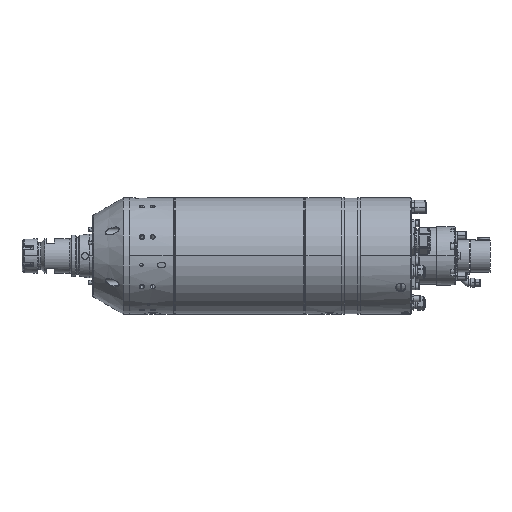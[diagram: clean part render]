
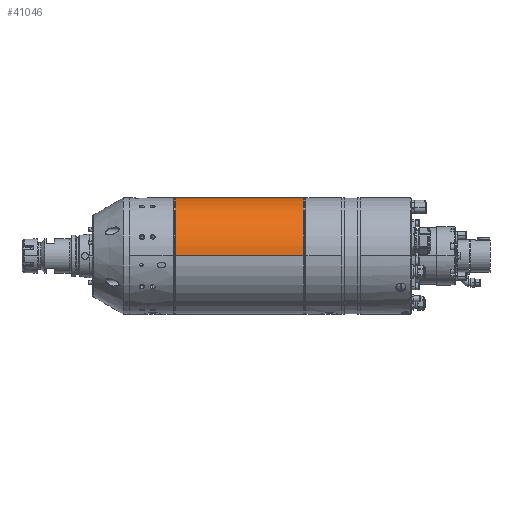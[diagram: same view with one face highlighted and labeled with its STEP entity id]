
A CAD part, top view. The second image highlights one B-rep face of the part: STEP entity #41046.
In plain terms, the highlighted cylindrical face has radius 85 mm (diameter 170 mm), a partial arc.
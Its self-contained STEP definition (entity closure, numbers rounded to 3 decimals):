
#40806 = EDGE_CURVE ( 'NONE', #41033, #40970, #48052, .T. ) ;
#40812 = EDGE_CURVE ( 'NONE', #41036, #40960, #48307, .T. ) ;
#40817 = ORIENTED_EDGE ( 'NONE', *, *, #40812, .F. ) ;
#40825 = EDGE_CURVE ( 'NONE', #41033, #41036, #47962, .T. ) ;
#40958 = ORIENTED_EDGE ( 'NONE', *, *, #40825, .F. ) ;
#40960 = VERTEX_POINT ( 'NONE', #48231 ) ;
#40965 = EDGE_CURVE ( 'NONE', #40970, #40960, #48123, .T. ) ;
#40969 = EDGE_LOOP ( 'NONE', ( #40958, #41052, #41050, #40817 ) ) ;
#40970 = VERTEX_POINT ( 'NONE', #47670 ) ;
#41033 = VERTEX_POINT ( 'NONE', #48369 ) ;
#41036 = VERTEX_POINT ( 'NONE', #48388 ) ;
#41046 = ADVANCED_FACE ( 'NONE', ( #48362 ), #48389, .T. ) ;
#41050 = ORIENTED_EDGE ( 'NONE', *, *, #40965, .T. ) ;
#41052 = ORIENTED_EDGE ( 'NONE', *, *, #40806, .T. ) ;
#47670 = CARTESIAN_POINT ( 'NONE',  ( 312.8, 0., 85. ) ) ;
#47962 = CIRCLE ( 'NONE', #48006, 85. ) ;
#47968 = CARTESIAN_POINT ( 'NONE',  ( 124.8, 0., 0. ) ) ;
#47976 = DIRECTION ( 'NONE',  ( 1., 0., 0. ) ) ;
#47977 = VECTOR ( 'NONE', #47976, 1000. ) ;
#48004 = CARTESIAN_POINT ( 'NONE',  ( 368., 0., -85. ) ) ;
#48006 = AXIS2_PLACEMENT_3D ( 'NONE', #47968, #48012, #48011 ) ;
#48011 = DIRECTION ( 'NONE',  ( 0., 0., 1. ) ) ;
#48012 = DIRECTION ( 'NONE',  ( -1., 0., 0. ) ) ;
#48021 = CARTESIAN_POINT ( 'NONE',  ( 368., 0., 85. ) ) ;
#48052 = LINE ( 'NONE', #48021, #48308 ) ;
#48060 = DIRECTION ( 'NONE',  ( 1., 0., 0. ) ) ;
#48119 = DIRECTION ( 'NONE',  ( 0., 0., 1. ) ) ;
#48120 = DIRECTION ( 'NONE',  ( -1., 0., 0. ) ) ;
#48122 = AXIS2_PLACEMENT_3D ( 'NONE', #48137, #48120, #48119 ) ;
#48123 = CIRCLE ( 'NONE', #48122, 85. ) ;
#48137 = CARTESIAN_POINT ( 'NONE',  ( 312.8, 0., 0. ) ) ;
#48231 = CARTESIAN_POINT ( 'NONE',  ( 312.8, 0., -85. ) ) ;
#48307 = LINE ( 'NONE', #48004, #47977 ) ;
#48308 = VECTOR ( 'NONE', #48060, 1000. ) ;
#48362 = FACE_OUTER_BOUND ( 'NONE', #40969, .T. ) ;
#48369 = CARTESIAN_POINT ( 'NONE',  ( 124.8, 0., 85. ) ) ;
#48380 = AXIS2_PLACEMENT_3D ( 'NONE', #48382, #48459, #48458 ) ;
#48382 = CARTESIAN_POINT ( 'NONE',  ( 368., 0., 0. ) ) ;
#48388 = CARTESIAN_POINT ( 'NONE',  ( 124.8, 0., -85. ) ) ;
#48389 = CYLINDRICAL_SURFACE ( 'NONE', #48380, 85. ) ;
#48458 = DIRECTION ( 'NONE',  ( 0., 0., -1. ) ) ;
#48459 = DIRECTION ( 'NONE',  ( 1., 0., 0. ) ) ;
